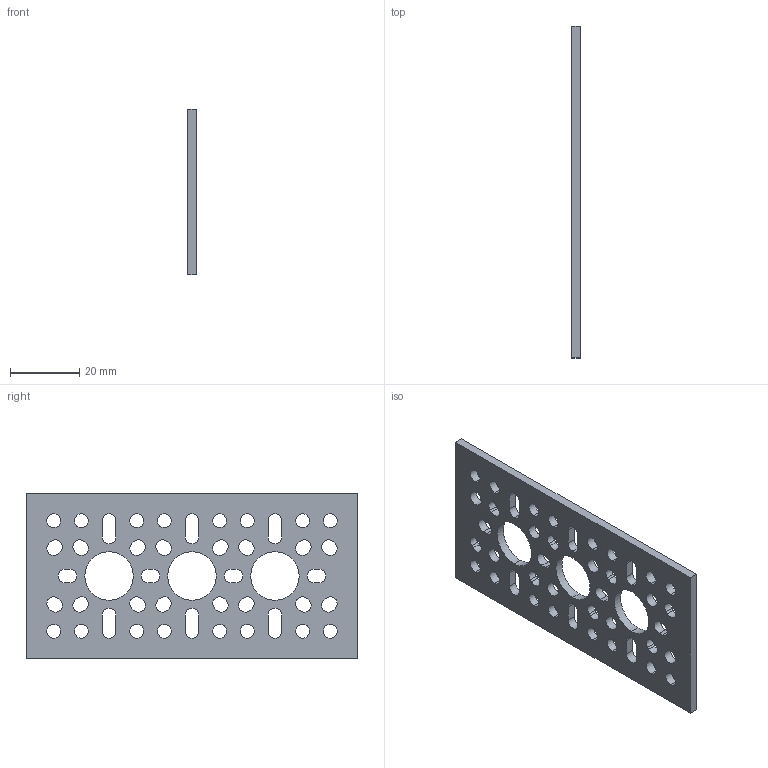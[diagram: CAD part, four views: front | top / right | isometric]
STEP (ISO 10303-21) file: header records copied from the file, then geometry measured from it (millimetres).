
FILE_DESCRIPTION (( 'STEP AP203' ), '1' );
FILE_NAME ('1104-0003-0096 rev1.STEP', '2017-05-05T16:43:31', ( '' ), ( '' ), 'SwSTEP 2.0', 'SolidWorks 2016', '' );
FILE_SCHEMA (( 'CONFIG_CONTROL_DESIGN' ));
Length unit declared in the file: millimetre
Products named in the file (1): 1104-0003-0096 rev1
Bounding box: 2.5 x 96 x 48 mm (x, y, z)
Volume: 8600.1 mm3; surface area: 9472.4 mm2
Topology: 1 solids, 1 shells, 170 faces, 504 edges, 336 vertices
Faces by surface type: cylinder 112, plane 58
Entity records: 6049 total; most frequent: DIRECTION 1070, CARTESIAN_POINT 1011, ORIENTED_EDGE 1008, EDGE_CURVE 504, AXIS2_PLACEMENT_3D 395, VERTEX_POINT 336, VECTOR 280, LINE 280
